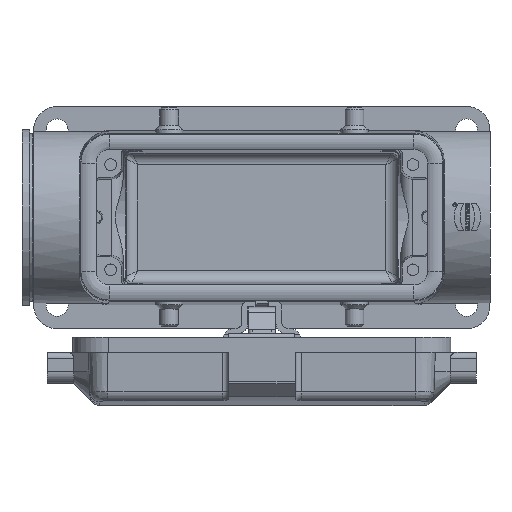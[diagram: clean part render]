
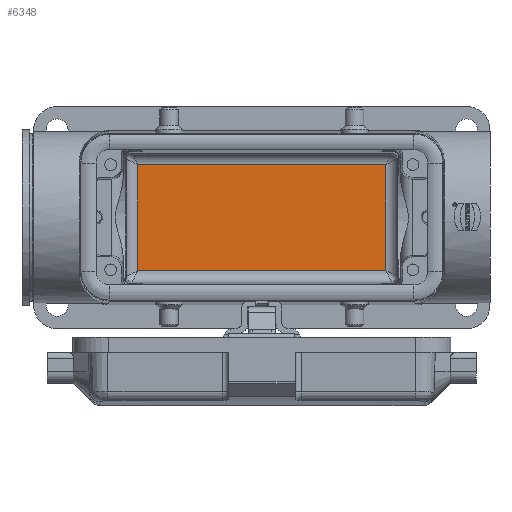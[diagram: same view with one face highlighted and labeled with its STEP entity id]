
A CAD part, top view. The second image highlights one B-rep face of the part: STEP entity #6348.
In plain terms, the highlighted planar face has unit normal (0, 0, 1).
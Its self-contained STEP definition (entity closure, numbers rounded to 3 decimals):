
#6309=CARTESIAN_POINT('',(34.75,-17.75,-65.25));
#6310=DIRECTION('',(0.0,0.0,-1.0));
#6311=DIRECTION('',(-1.0,0.0,0.0));
#6312=AXIS2_PLACEMENT_3D('',#6309,#6310,#6311);
#6313=PLANE('',#6312);
#6314=CARTESIAN_POINT('',(-31.804,-13.567,-65.25));
#6315=VERTEX_POINT('',#6314);
#6316=CARTESIAN_POINT('',(31.804,-13.567,-65.25));
#6317=VERTEX_POINT('',#6316);
#6318=CARTESIAN_POINT('',(-31.804,-13.567,-65.25));
#6319=DIRECTION('',(1.0,0.0,0.0));
#6320=VECTOR('',#6319,63.609);
#6321=LINE('',#6318,#6320);
#6322=EDGE_CURVE('',#6315,#6317,#6321,.T.);
#6323=ORIENTED_EDGE('',*,*,#6322,.T.);
#6324=CARTESIAN_POINT('',(31.804,13.567,-65.25));
#6325=VERTEX_POINT('',#6324);
#6326=CARTESIAN_POINT('',(31.804,-13.567,-65.25));
#6327=DIRECTION('',(0.0,1.0,0.0));
#6328=VECTOR('',#6327,27.135);
#6329=LINE('',#6326,#6328);
#6330=EDGE_CURVE('',#6317,#6325,#6329,.T.);
#6331=ORIENTED_EDGE('',*,*,#6330,.T.);
#6332=CARTESIAN_POINT('',(-31.804,13.567,-65.25));
#6333=VERTEX_POINT('',#6332);
#6334=CARTESIAN_POINT('',(31.804,13.567,-65.25));
#6335=DIRECTION('',(-1.0,0.0,0.0));
#6336=VECTOR('',#6335,63.609);
#6337=LINE('',#6334,#6336);
#6338=EDGE_CURVE('',#6325,#6333,#6337,.T.);
#6339=ORIENTED_EDGE('',*,*,#6338,.T.);
#6340=CARTESIAN_POINT('',(-31.804,13.567,-65.25));
#6341=DIRECTION('',(0.0,-1.0,0.0));
#6342=VECTOR('',#6341,27.135);
#6343=LINE('',#6340,#6342);
#6344=EDGE_CURVE('',#6333,#6315,#6343,.T.);
#6345=ORIENTED_EDGE('',*,*,#6344,.T.);
#6346=EDGE_LOOP('',(#6323,#6331,#6339,#6345));
#6347=FACE_OUTER_BOUND('',#6346,.T.);
#6348=ADVANCED_FACE('',(#6347),#6313,.F.);
